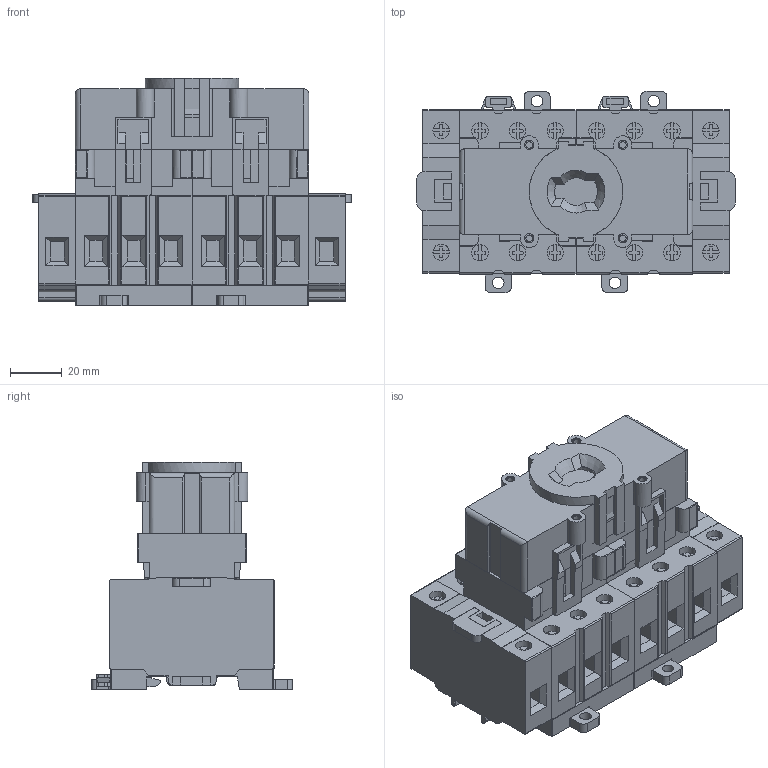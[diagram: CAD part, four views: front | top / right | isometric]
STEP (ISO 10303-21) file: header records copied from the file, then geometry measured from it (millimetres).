
FILE_DESCRIPTION(/* description */ (''),/* implementation_level */ '2;1');
FILE_NAME(/* name */ '194E-A32-1756.prt.stp',/* time_stamp */ '2012-02-21T08:43:33+01:00',/* author */ (''),/* organization */ (''),/* preprocessor_version */ 'ST-DEVELOPER v11',/* originating_system */ 'SIEMENS PLM Software NX 7.5',/* authorisation */ '');
FILE_SCHEMA (('CONFIG_CONTROL_DESIGN'));
Length unit declared in the file: millimetre
Products named in the file (6): 14402407; 36_309_008; 14_400_430; 194E_A32_TN; 194E-A32-1753_MODEL; 194E-A32-1756
Assembly tree (7 placements, depth 3):
  194E-A32-1756
    194E_A32_TN  x2
    14_400_430
    194E-A32-1753_MODEL  x2
      14402407
    36_309_008
Bounding box: 122.9 x 77.6 x 87.6 mm (x, y, z)
Volume: 409666 mm3; surface area: 94939.2 mm2
Topology: 22 solids, 22 shells, 1444 faces, 3927 edges, 2584 vertices
Faces by surface type: plane 1065, cylinder 347, extrusion 24, torus 4, cone 4
Full cylindrical faces by diameter (mm): 2.6 x4, 3.6 x4, 4.5 x4, 6.3 x28, 17 x3
Entity records: 27589 total; most frequent: CARTESIAN_POINT 6064, ORIENTED_EDGE 4406, DIRECTION 4146, EDGE_CURVE 2203, VECTOR 1698, LINE 1686, VERTEX_POINT 1462, AXIS2_PLACEMENT_3D 1224
